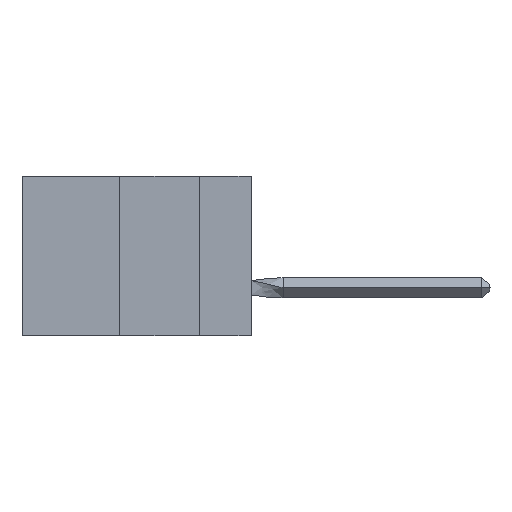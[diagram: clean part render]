
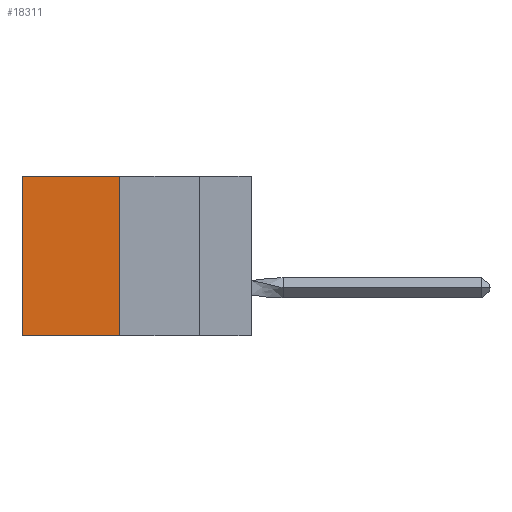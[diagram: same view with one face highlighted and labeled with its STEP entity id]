
A CAD part, left-side view. The second image highlights one B-rep face of the part: STEP entity #18311.
In plain terms, the highlighted planar face has unit normal (-1, 0, 0).
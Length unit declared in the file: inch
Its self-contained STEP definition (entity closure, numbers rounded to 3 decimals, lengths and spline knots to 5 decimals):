
#272 = ORIENTED_EDGE ( 'NONE', *, *, #39731, .F. ) ;
#3027 = PLANE ( 'NONE',  #32941 ) ;
#3291 = DIRECTION ( 'NONE',  ( 0., 0., -1. ) ) ;
#4177 = LINE ( 'NONE', #35423, #36390 ) ;
#5062 = EDGE_LOOP ( 'NONE', ( #11547, #272, #39420, #19443 ) ) ;
#10176 = CARTESIAN_POINT ( 'NONE',  ( 0.305, 0.413, 0. ) ) ;
#11547 = ORIENTED_EDGE ( 'NONE', *, *, #23495, .T. ) ;
#13616 = EDGE_CURVE ( 'NONE', #29999, #14273, #38697, .T. ) ;
#14273 = VERTEX_POINT ( 'NONE', #16228 ) ;
#16228 = CARTESIAN_POINT ( 'NONE',  ( 0.305, 0.72, 0. ) ) ;
#16633 = FACE_OUTER_BOUND ( 'NONE', #5062, .T. ) ;
#18106 = CARTESIAN_POINT ( 'NONE',  ( 0.305, 0.72, -0.5 ) ) ;
#18311 = ADVANCED_FACE ( 'NONE', ( #16633 ), #3027, .F. ) ;
#18465 = VERTEX_POINT ( 'NONE', #18106 ) ;
#18826 = CARTESIAN_POINT ( 'NONE',  ( 0.305, 0.413, -0.5 ) ) ;
#18984 = CARTESIAN_POINT ( 'NONE',  ( 0.305, 0.413, 0. ) ) ;
#19443 = ORIENTED_EDGE ( 'NONE', *, *, #13616, .T. ) ;
#21839 = DIRECTION ( 'NONE',  ( 1., 0., 0. ) ) ;
#21978 = CARTESIAN_POINT ( 'NONE',  ( 0.305, 0.413, -0.5 ) ) ;
#22113 = DIRECTION ( 'NONE',  ( 0., 0., -1. ) ) ;
#23495 = EDGE_CURVE ( 'NONE', #14273, #18465, #37011, .T. ) ;
#25388 = DIRECTION ( 'NONE',  ( 0., 0., -1. ) ) ;
#25649 = CARTESIAN_POINT ( 'NONE',  ( 0.305, 0.72, -0.5 ) ) ;
#25836 = VECTOR ( 'NONE', #25388, 39.37008 ) ;
#26416 = VECTOR ( 'NONE', #3291, 39.37008 ) ;
#28407 = DIRECTION ( 'NONE',  ( 0., 1., 0. ) ) ;
#29999 = VERTEX_POINT ( 'NONE', #10176 ) ;
#31760 = VERTEX_POINT ( 'NONE', #34351 ) ;
#32941 = AXIS2_PLACEMENT_3D ( 'NONE', #18826, #21839, #22113 ) ;
#33328 = EDGE_CURVE ( 'NONE', #29999, #31760, #34684, .T. ) ;
#34351 = CARTESIAN_POINT ( 'NONE',  ( 0.305, 0.413, -0.5 ) ) ;
#34684 = LINE ( 'NONE', #21978, #26416 ) ;
#35423 = CARTESIAN_POINT ( 'NONE',  ( 0.305, 0.413, -0.5 ) ) ;
#36347 = DIRECTION ( 'NONE',  ( 0., 1., 0. ) ) ;
#36390 = VECTOR ( 'NONE', #36347, 39.37008 ) ;
#37011 = LINE ( 'NONE', #25649, #25836 ) ;
#38697 = LINE ( 'NONE', #18984, #40154 ) ;
#39420 = ORIENTED_EDGE ( 'NONE', *, *, #33328, .F. ) ;
#39731 = EDGE_CURVE ( 'NONE', #31760, #18465, #4177, .T. ) ;
#40154 = VECTOR ( 'NONE', #28407, 39.37008 ) ;
